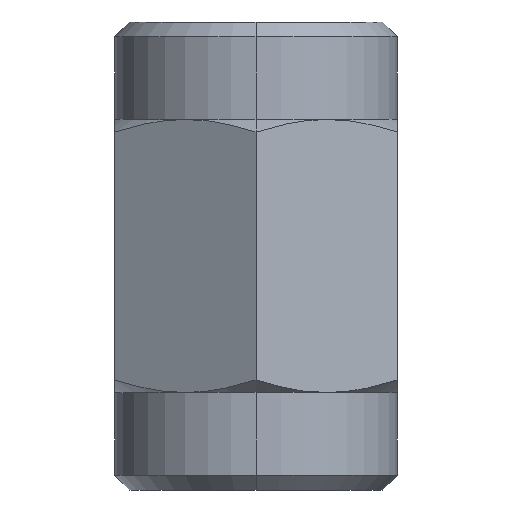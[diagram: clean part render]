
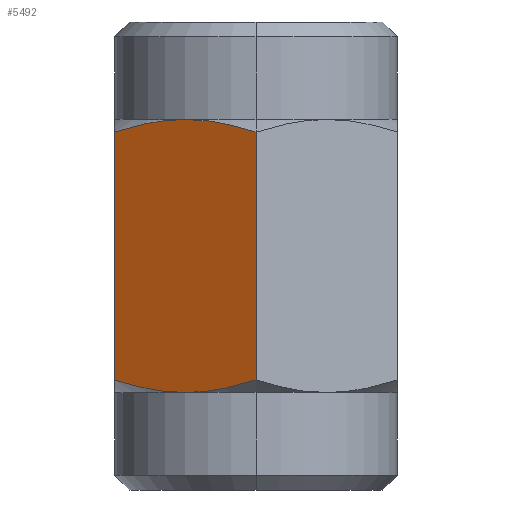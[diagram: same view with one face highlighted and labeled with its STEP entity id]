
A CAD part, left-side view. The second image highlights one B-rep face of the part: STEP entity #5492.
In plain terms, the highlighted planar face has unit normal (-0.866, 0.5, 0).
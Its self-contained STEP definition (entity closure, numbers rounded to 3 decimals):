
#465 = B_SPLINE_CURVE_WITH_KNOTS ( 'NONE', 3,
 ( #14994, #9026, #7956, #828, #9177, #1885, #3219, #10228 ),
 .UNSPECIFIED., .F., .F.,
 ( 4, 2, 2, 4 ),
 ( 0.008, 0.011, 0.013, 0.017 ),
 .UNSPECIFIED. ) ;
#765 = CARTESIAN_POINT ( 'NONE',  ( -15.369, 2.381, -13.426 ) ) ;
#828 = CARTESIAN_POINT ( 'NONE',  ( -11.139, 9.706, -13.851 ) ) ;
#1115 = DIRECTION ( 'NONE',  ( 0.5, 0.866, 0. ) ) ;
#1184 = AXIS2_PLACEMENT_3D ( 'NONE', #2313, #3565, #1115 ) ;
#1441 = EDGE_CURVE ( 'NONE', #3331, #14486, #9374, .T. ) ;
#1885 = CARTESIAN_POINT ( 'NONE',  ( -9.743, 12.124, -13.425 ) ) ;
#2018 = CARTESIAN_POINT ( 'NONE',  ( -13.975, 4.794, 13.851 ) ) ;
#2112 = CARTESIAN_POINT ( 'NONE',  ( -12.557, 7.25, -14. ) ) ;
#2226 = EDGE_CURVE ( 'NONE', #11811, #14486, #465, .T. ) ;
#2245 = FACE_OUTER_BOUND ( 'NONE', #12390, .T. ) ;
#2313 = CARTESIAN_POINT ( 'NONE',  ( -8.372, 14.5, 14. ) ) ;
#2451 = CARTESIAN_POINT ( 'NONE',  ( -8.372, 14.5, -12.705 ) ) ;
#2967 = ORIENTED_EDGE ( 'NONE', *, *, #10440, .F. ) ;
#3091 = ORIENTED_EDGE ( 'NONE', *, *, #1441, .T. ) ;
#3219 = CARTESIAN_POINT ( 'NONE',  ( -9.055, 13.317, -13.099 ) ) ;
#3331 = VERTEX_POINT ( 'NONE', #4272 ) ;
#3339 = CARTESIAN_POINT ( 'NONE',  ( -9.746, 12.119, 13.426 ) ) ;
#3565 = DIRECTION ( 'NONE',  ( 0.866, -0.5, 0. ) ) ;
#3914 = ORIENTED_EDGE ( 'NONE', *, *, #7301, .F. ) ;
#4272 = CARTESIAN_POINT ( 'NONE',  ( -8.372, 14.5, 12.705 ) ) ;
#4366 = CARTESIAN_POINT ( 'NONE',  ( -12.557, 7.25, 14. ) ) ;
#4466 = CARTESIAN_POINT ( 'NONE',  ( -16.743, 0., -12.705 ) ) ;
#4491 = CARTESIAN_POINT ( 'NONE',  ( -12.557, 7.25, 14. ) ) ;
#4501 = CARTESIAN_POINT ( 'NONE',  ( -16.743, 0., 14. ) ) ;
#5154 = LINE ( 'NONE', #4501, #6474 ) ;
#5492 = ADVANCED_FACE ( 'NONE', ( #2245 ), #5797, .F. ) ;
#5553 = ORIENTED_EDGE ( 'NONE', *, *, #2226, .F. ) ;
#5557 = CARTESIAN_POINT ( 'NONE',  ( -12.913, 6.635, 14. ) ) ;
#5797 = PLANE ( 'NONE',  #1184 ) ;
#6474 = VECTOR ( 'NONE', #9145, 1000. ) ;
#6697 = CARTESIAN_POINT ( 'NONE',  ( -13.271, 6.015, -14. ) ) ;
#6891 = CARTESIAN_POINT ( 'NONE',  ( -16.743, 0., -12.705 ) ) ;
#7301 = EDGE_CURVE ( 'NONE', #3331, #9289, #10429, .T. ) ;
#7382 = ORIENTED_EDGE ( 'NONE', *, *, #14874, .F. ) ;
#7956 = CARTESIAN_POINT ( 'NONE',  ( -11.845, 8.483, -13.969 ) ) ;
#8121 = CARTESIAN_POINT ( 'NONE',  ( -11.844, 8.485, 14. ) ) ;
#8361 = VERTEX_POINT ( 'NONE', #12940 ) ;
#8601 = CARTESIAN_POINT ( 'NONE',  ( -12.557, 7.25, 14. ) ) ;
#9026 = CARTESIAN_POINT ( 'NONE',  ( -12.202, 7.865, -14. ) ) ;
#9145 = DIRECTION ( 'NONE',  ( 0., 0., -1. ) ) ;
#9177 = CARTESIAN_POINT ( 'NONE',  ( -10.789, 10.313, -13.763 ) ) ;
#9289 = VERTEX_POINT ( 'NONE', #8601 ) ;
#9374 = LINE ( 'NONE', #15150, #13481 ) ;
#10228 = CARTESIAN_POINT ( 'NONE',  ( -8.372, 14.5, -12.705 ) ) ;
#10385 = CARTESIAN_POINT ( 'NONE',  ( -8.372, 14.5, 12.705 ) ) ;
#10429 = B_SPLINE_CURVE_WITH_KNOTS ( 'NONE', 3,
 ( #10385, #12905, #3339, #15154, #8121, #4491 ),
 .UNSPECIFIED., .F., .F.,
 ( 4, 2, 4 ),
 ( 0., 0.004, 0.008 ),
 .UNSPECIFIED. ) ;
#10440 = EDGE_CURVE ( 'NONE', #10632, #11811, #12945, .T. ) ;
#10632 = VERTEX_POINT ( 'NONE', #6891 ) ;
#11455 = CARTESIAN_POINT ( 'NONE',  ( -16.058, 1.186, -13.1 ) ) ;
#11467 = B_SPLINE_CURVE_WITH_KNOTS ( 'NONE', 3,
 ( #4366, #5557, #13831, #2018, #12691, #11574, #13881, #14942 ),
 .UNSPECIFIED., .F., .F.,
 ( 4, 2, 2, 4 ),
 ( 0.008, 0.011, 0.013, 0.017 ),
 .UNSPECIFIED. ) ;
#11477 = DIRECTION ( 'NONE',  ( 0., 0., -1. ) ) ;
#11574 = CARTESIAN_POINT ( 'NONE',  ( -15.371, 2.376, 13.425 ) ) ;
#11699 = CARTESIAN_POINT ( 'NONE',  ( -12.557, 7.25, -14. ) ) ;
#11744 = EDGE_CURVE ( 'NONE', #8361, #10632, #5154, .T. ) ;
#11811 = VERTEX_POINT ( 'NONE', #11699 ) ;
#12198 = ORIENTED_EDGE ( 'NONE', *, *, #11744, .F. ) ;
#12390 = EDGE_LOOP ( 'NONE', ( #3914, #3091, #5553, #2967, #12198, #7382 ) ) ;
#12691 = CARTESIAN_POINT ( 'NONE',  ( -14.326, 4.187, 13.763 ) ) ;
#12829 = CARTESIAN_POINT ( 'NONE',  ( -13.975, 4.795, -13.877 ) ) ;
#12905 = CARTESIAN_POINT ( 'NONE',  ( -9.056, 13.314, 13.1 ) ) ;
#12940 = CARTESIAN_POINT ( 'NONE',  ( -16.743, 0., 12.705 ) ) ;
#12945 = B_SPLINE_CURVE_WITH_KNOTS ( 'NONE', 3,
 ( #4466, #11455, #765, #12829, #6697, #2112 ),
 .UNSPECIFIED., .F., .F.,
 ( 4, 2, 4 ),
 ( 0., 0.004, 0.008 ),
 .UNSPECIFIED. ) ;
#13481 = VECTOR ( 'NONE', #11477, 1000. ) ;
#13831 = CARTESIAN_POINT ( 'NONE',  ( -13.269, 6.017, 13.969 ) ) ;
#13881 = CARTESIAN_POINT ( 'NONE',  ( -16.06, 1.183, 13.099 ) ) ;
#14486 = VERTEX_POINT ( 'NONE', #2451 ) ;
#14874 = EDGE_CURVE ( 'NONE', #9289, #8361, #11467, .T. ) ;
#14942 = CARTESIAN_POINT ( 'NONE',  ( -16.743, 0., 12.705 ) ) ;
#14994 = CARTESIAN_POINT ( 'NONE',  ( -12.557, 7.25, -14. ) ) ;
#15150 = CARTESIAN_POINT ( 'NONE',  ( -8.372, 14.5, 14. ) ) ;
#15154 = CARTESIAN_POINT ( 'NONE',  ( -11.14, 9.705, 13.877 ) ) ;
